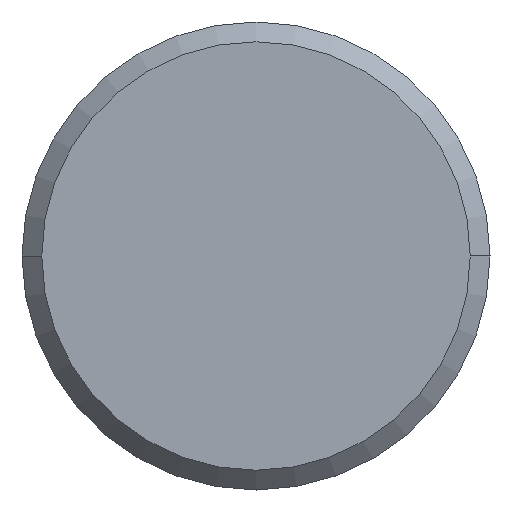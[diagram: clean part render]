
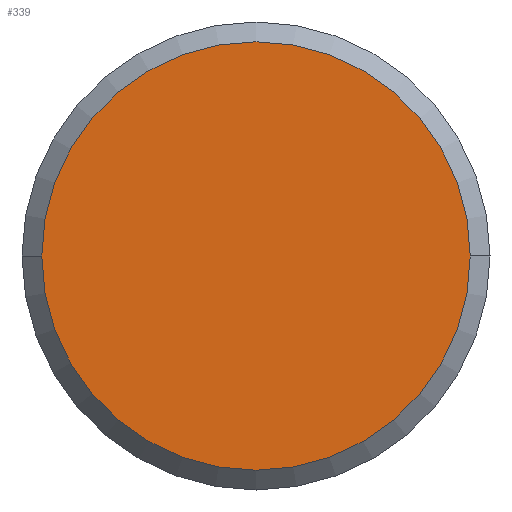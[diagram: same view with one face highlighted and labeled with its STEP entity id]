
A CAD part, front view. The second image highlights one B-rep face of the part: STEP entity #339.
In plain terms, the highlighted planar face has unit normal (0, -1, 0).
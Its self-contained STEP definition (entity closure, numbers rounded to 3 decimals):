
#189=VERTEX_POINT('',#525);
#257=EDGE_CURVE('',#497,#189,#600,.T.);
#339=ADVANCED_FACE('',(#688),#689,.T.);
#355=EDGE_CURVE('',#189,#497,#707,.T.);
#497=VERTEX_POINT('',#867);
#525=CARTESIAN_POINT('',(-7.323,-19.338,0.0));
#600=CIRCLE('',#1039,7.323);
#688=FACE_OUTER_BOUND('',#1179,.T.);
#689=PLANE('',#1180);
#707=CIRCLE('',#1213,7.323);
#867=CARTESIAN_POINT('',(7.323,-19.338,0.));
#1039=AXIS2_PLACEMENT_3D('',#1579,#1580,#1581);
#1179=EDGE_LOOP('',(#1665,#1666));
#1180=AXIS2_PLACEMENT_3D('',#1667,#1668,#1669);
#1213=AXIS2_PLACEMENT_3D('',#1686,#1687,#1688);
#1579=CARTESIAN_POINT('',(0.,-19.338,0.0));
#1580=DIRECTION('',(0.,1.0,0.0));
#1581=DIRECTION('',(-1.0,0.,0.0));
#1665=ORIENTED_EDGE('',*,*,#355,.F.);
#1666=ORIENTED_EDGE('',*,*,#257,.F.);
#1667=CARTESIAN_POINT('',(-3.662,-19.338,0.0));
#1668=DIRECTION('',(0.,-1.0,0.0));
#1669=DIRECTION('',(1.0,0.,0.0));
#1686=CARTESIAN_POINT('',(0.,-19.338,0.0));
#1687=DIRECTION('',(0.,1.0,0.0));
#1688=DIRECTION('',(-1.0,0.,0.0));
